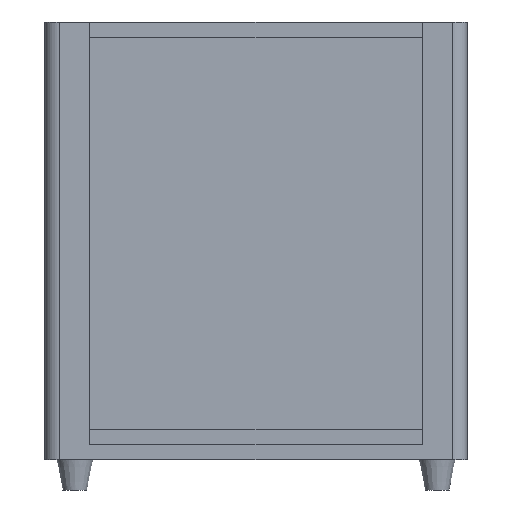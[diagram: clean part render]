
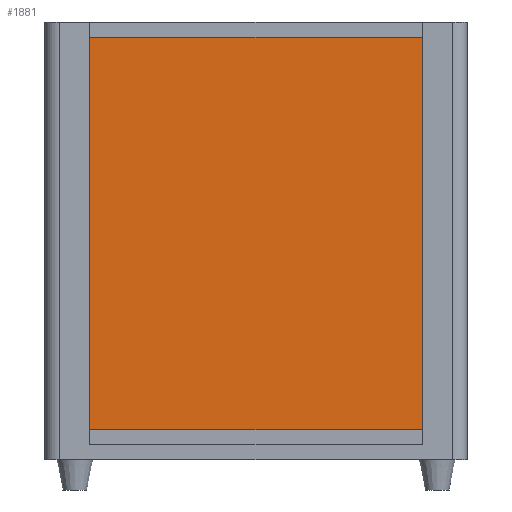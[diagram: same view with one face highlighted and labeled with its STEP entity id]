
A CAD part, left-side view. The second image highlights one B-rep face of the part: STEP entity #1881.
In plain terms, the highlighted planar face has unit normal (-1, 0, 0).
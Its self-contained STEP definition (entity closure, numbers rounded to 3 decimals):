
#125=PLANE('',#2055);
#207=FACE_OUTER_BOUND('',#325,.T.);
#325=EDGE_LOOP('',(#1407,#1408,#1409,#1410));
#481=LINE('',#2884,#673);
#482=LINE('',#2887,#674);
#483=LINE('',#2889,#675);
#484=LINE('',#2890,#676);
#673=VECTOR('',#2304,10.);
#674=VECTOR('',#2307,10.);
#675=VECTOR('',#2308,10.);
#676=VECTOR('',#2309,10.);
#927=VERTEX_POINT('',#2880);
#928=VERTEX_POINT('',#2882);
#929=VERTEX_POINT('',#2886);
#930=VERTEX_POINT('',#2888);
#1113=EDGE_CURVE('',#927,#928,#481,.T.);
#1114=EDGE_CURVE('',#929,#927,#482,.T.);
#1115=EDGE_CURVE('',#930,#928,#483,.T.);
#1116=EDGE_CURVE('',#929,#930,#484,.T.);
#1407=ORIENTED_EDGE('',*,*,#1114,.T.);
#1408=ORIENTED_EDGE('',*,*,#1113,.T.);
#1409=ORIENTED_EDGE('',*,*,#1115,.F.);
#1410=ORIENTED_EDGE('',*,*,#1116,.F.);
#1881=ADVANCED_FACE('',(#207),#125,.T.);
#2055=AXIS2_PLACEMENT_3D('',#2885,#2305,#2306);
#2304=DIRECTION('',(0.,0.,-1.));
#2305=DIRECTION('center_axis',(-1.,0.,0.));
#2306=DIRECTION('ref_axis',(0.,1.,0.));
#2307=DIRECTION('',(0.,1.,0.));
#2308=DIRECTION('',(0.,1.,0.));
#2309=DIRECTION('',(0.,0.,-1.));
#2880=CARTESIAN_POINT('',(-45.,41.737,38.903));
#2882=CARTESIAN_POINT('',(-45.,41.737,-91.097));
#2884=CARTESIAN_POINT('',(-45.,41.737,38.903));
#2885=CARTESIAN_POINT('Origin',(-45.,-88.263,38.903));
#2886=CARTESIAN_POINT('',(-45.,-88.263,38.903));
#2887=CARTESIAN_POINT('',(-45.,-88.263,38.903));
#2888=CARTESIAN_POINT('',(-45.,-88.263,-91.097));
#2889=CARTESIAN_POINT('',(-45.,-88.263,-91.097));
#2890=CARTESIAN_POINT('',(-45.,-88.263,38.903));
